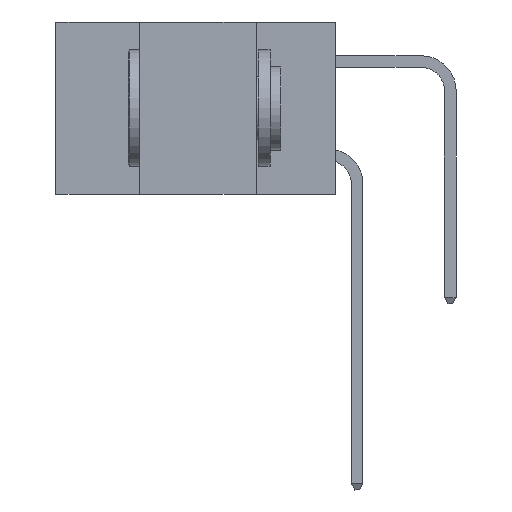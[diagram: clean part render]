
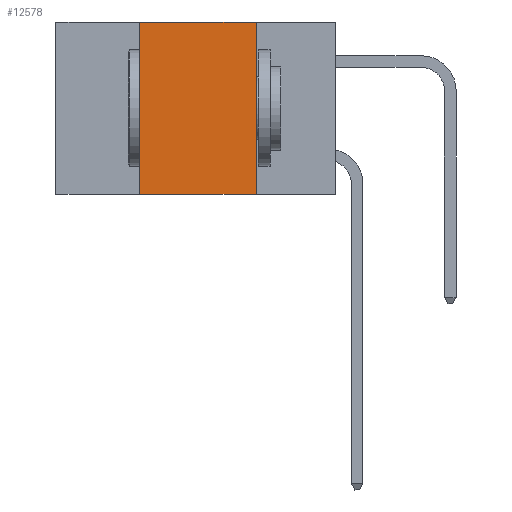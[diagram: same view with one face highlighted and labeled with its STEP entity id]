
A CAD part, left-side view. The second image highlights one B-rep face of the part: STEP entity #12578.
In plain terms, the highlighted planar face has unit normal (-1, 0, 0).
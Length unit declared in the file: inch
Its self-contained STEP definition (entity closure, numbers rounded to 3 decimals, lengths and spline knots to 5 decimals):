
#503 = CARTESIAN_POINT ( 'NONE',  ( 0., 0.42, 0. ) ) ;
#657 = DIRECTION ( 'NONE',  ( 0., -1., 0. ) ) ;
#814 = ORIENTED_EDGE ( 'NONE', *, *, #14248, .F. ) ;
#1110 = CARTESIAN_POINT ( 'NONE',  ( 0., 0.17, 0. ) ) ;
#1255 = ORIENTED_EDGE ( 'NONE', *, *, #14152, .F. ) ;
#1746 = CARTESIAN_POINT ( 'NONE',  ( 0., 0.17, -0.37 ) ) ;
#2229 = CARTESIAN_POINT ( 'NONE',  ( 0., 0.17, 0. ) ) ;
#4738 = FACE_OUTER_BOUND ( 'NONE', #9754, .T. ) ;
#4910 = VECTOR ( 'NONE', #16163, 39.37008 ) ;
#5004 = VERTEX_POINT ( 'NONE', #1110 ) ;
#5276 = DIRECTION ( 'NONE',  ( 0., 0., -1. ) ) ;
#6356 = CARTESIAN_POINT ( 'NONE',  ( 0., 0.42, 0. ) ) ;
#6428 = CARTESIAN_POINT ( 'NONE',  ( 0., 0.42, -0.37 ) ) ;
#6635 = VECTOR ( 'NONE', #5276, 39.37008 ) ;
#6693 = VERTEX_POINT ( 'NONE', #6428 ) ;
#7120 = ORIENTED_EDGE ( 'NONE', *, *, #11485, .T. ) ;
#7371 = CARTESIAN_POINT ( 'NONE',  ( 0., 0.6, 0. ) ) ;
#7602 = AXIS2_PLACEMENT_3D ( 'NONE', #7371, #8682, #8746 ) ;
#8682 = DIRECTION ( 'NONE',  ( 1., 0., 0. ) ) ;
#8746 = DIRECTION ( 'NONE',  ( 0., 0., -1. ) ) ;
#8765 = VECTOR ( 'NONE', #657, 39.37008 ) ;
#9353 = LINE ( 'NONE', #13591, #15621 ) ;
#9754 = EDGE_LOOP ( 'NONE', ( #12134, #814, #1255, #7120 ) ) ;
#10147 = EDGE_CURVE ( 'NONE', #5004, #18037, #10353, .T. ) ;
#10353 = LINE ( 'NONE', #2229, #6635 ) ;
#11485 = EDGE_CURVE ( 'NONE', #6693, #18037, #14132, .T. ) ;
#11997 = DIRECTION ( 'NONE',  ( 0., -1., 0. ) ) ;
#12134 = ORIENTED_EDGE ( 'NONE', *, *, #10147, .F. ) ;
#12176 = CARTESIAN_POINT ( 'NONE',  ( 0., 0.6, -0.37 ) ) ;
#12578 = ADVANCED_FACE ( 'NONE', ( #4738 ), #15755, .F. ) ;
#13376 = LINE ( 'NONE', #503, #4910 ) ;
#13591 = CARTESIAN_POINT ( 'NONE',  ( 0., 0.6, 0. ) ) ;
#14132 = LINE ( 'NONE', #12176, #8765 ) ;
#14152 = EDGE_CURVE ( 'NONE', #6693, #16599, #13376, .T. ) ;
#14248 = EDGE_CURVE ( 'NONE', #16599, #5004, #9353, .T. ) ;
#15621 = VECTOR ( 'NONE', #11997, 39.37008 ) ;
#15755 = PLANE ( 'NONE',  #7602 ) ;
#16163 = DIRECTION ( 'NONE',  ( 0., 0., 1. ) ) ;
#16599 = VERTEX_POINT ( 'NONE', #6356 ) ;
#18037 = VERTEX_POINT ( 'NONE', #1746 ) ;
